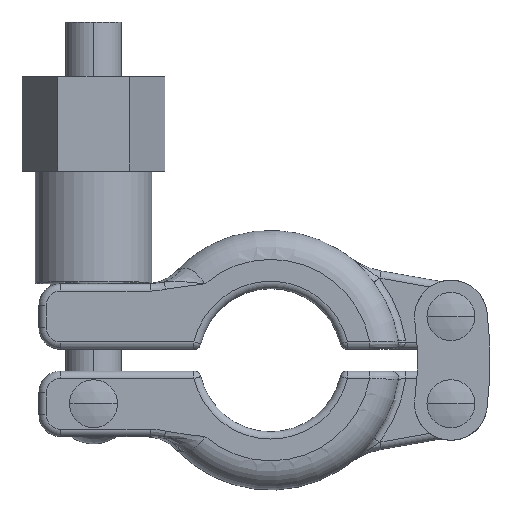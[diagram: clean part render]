
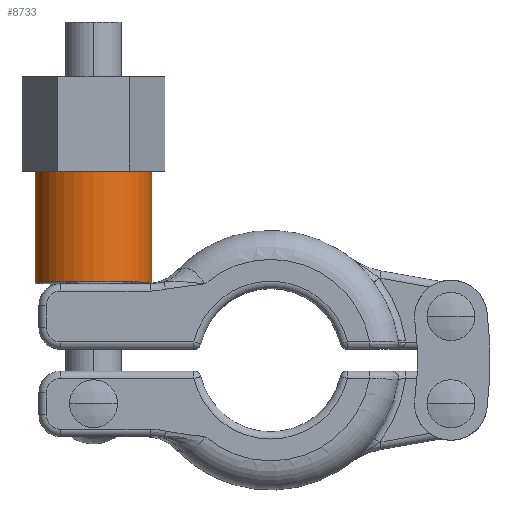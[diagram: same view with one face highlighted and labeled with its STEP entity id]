
A CAD part, top view. The second image highlights one B-rep face of the part: STEP entity #8733.
In plain terms, the highlighted cylindrical face has radius 8 mm (diameter 16 mm), a partial arc.
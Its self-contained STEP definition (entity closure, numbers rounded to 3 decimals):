
#39 = CIRCLE ( 'NONE', #11209, 8. ) ;
#52 = EDGE_LOOP ( 'NONE', ( #2153, #6004, #9512, #7561 ) ) ;
#521 = FACE_OUTER_BOUND ( 'NONE', #52, .T. ) ;
#1183 = CARTESIAN_POINT ( 'NONE',  ( -24.35, 26., 0. ) ) ;
#1239 = DIRECTION ( 'NONE',  ( -1., 0., 0. ) ) ;
#1252 = DIRECTION ( 'NONE',  ( -1., 0., 0. ) ) ;
#1466 = DIRECTION ( 'NONE',  ( -1., 0., 0. ) ) ;
#2153 = ORIENTED_EDGE ( 'NONE', *, *, #6625, .T. ) ;
#2652 = CARTESIAN_POINT ( 'NONE',  ( -16.35, 46.5, 0. ) ) ;
#2788 = EDGE_CURVE ( 'NONE', #6955, #7771, #12888, .T. ) ;
#2901 = CARTESIAN_POINT ( 'NONE',  ( -32.35, 46.5, 0. ) ) ;
#3133 = DIRECTION ( 'NONE',  ( 0., 1., 0. ) ) ;
#3608 = VECTOR ( 'NONE', #10852, 1000. ) ;
#3622 = CARTESIAN_POINT ( 'NONE',  ( -24.35, 46.5, 0. ) ) ;
#4705 = VECTOR ( 'NONE', #6949, 1000. ) ;
#4966 = CIRCLE ( 'NONE', #8629, 8. ) ;
#5167 = EDGE_CURVE ( 'NONE', #11556, #5303, #13075, .T. ) ;
#5249 = CARTESIAN_POINT ( 'NONE',  ( -16.35, 10.75, 0. ) ) ;
#5303 = VERTEX_POINT ( 'NONE', #7734 ) ;
#6004 = ORIENTED_EDGE ( 'NONE', *, *, #2788, .T. ) ;
#6190 = EDGE_CURVE ( 'NONE', #5303, #7771, #4966, .T. ) ;
#6625 = EDGE_CURVE ( 'NONE', #11556, #6955, #39, .T. ) ;
#6949 = DIRECTION ( 'NONE',  ( 0., 1., 0. ) ) ;
#6955 = VERTEX_POINT ( 'NONE', #5249 ) ;
#7523 = DIRECTION ( 'NONE',  ( 0., 1., 0. ) ) ;
#7561 = ORIENTED_EDGE ( 'NONE', *, *, #5167, .F. ) ;
#7734 = CARTESIAN_POINT ( 'NONE',  ( -32.35, 26., 0. ) ) ;
#7771 = VERTEX_POINT ( 'NONE', #10773 ) ;
#8629 = AXIS2_PLACEMENT_3D ( 'NONE', #1183, #7523, #1252 ) ;
#8733 = ADVANCED_FACE ( 'NONE', ( #521 ), #9822, .T. ) ;
#8888 = AXIS2_PLACEMENT_3D ( 'NONE', #3622, #10694, #1466 ) ;
#9512 = ORIENTED_EDGE ( 'NONE', *, *, #6190, .F. ) ;
#9693 = CARTESIAN_POINT ( 'NONE',  ( -32.35, 10.75, 0. ) ) ;
#9822 = CYLINDRICAL_SURFACE ( 'NONE', #8888, 8. ) ;
#10332 = CARTESIAN_POINT ( 'NONE',  ( -24.35, 10.75, 0. ) ) ;
#10694 = DIRECTION ( 'NONE',  ( 0., 1., 0. ) ) ;
#10773 = CARTESIAN_POINT ( 'NONE',  ( -16.35, 26., 0. ) ) ;
#10852 = DIRECTION ( 'NONE',  ( 0., 1., 0. ) ) ;
#11209 = AXIS2_PLACEMENT_3D ( 'NONE', #10332, #3133, #1239 ) ;
#11556 = VERTEX_POINT ( 'NONE', #9693 ) ;
#12888 = LINE ( 'NONE', #2652, #3608 ) ;
#13075 = LINE ( 'NONE', #2901, #4705 ) ;
